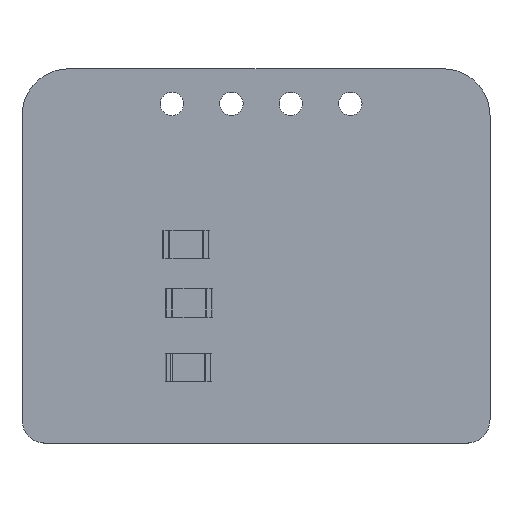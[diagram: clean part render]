
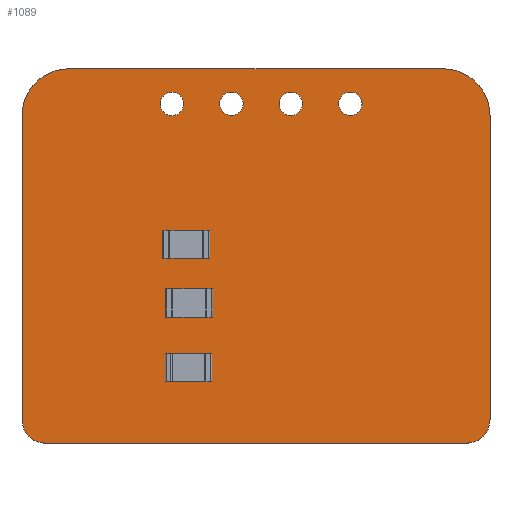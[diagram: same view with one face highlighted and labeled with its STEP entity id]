
A CAD part, top view. The second image highlights one B-rep face of the part: STEP entity #1089.
In plain terms, the highlighted planar face has unit normal (0, 0, 1).
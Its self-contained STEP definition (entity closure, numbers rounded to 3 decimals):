
#896 = VERTEX_POINT('',#897);
#897 = CARTESIAN_POINT('',(126.825,-82.07,1.6));
#903 = EDGE_CURVE('',#896,#904,#906,.T.);
#904 = VERTEX_POINT('',#905);
#905 = CARTESIAN_POINT('',(128.825,-84.07,1.6));
#906 = CIRCLE('',#907,2.);
#907 = AXIS2_PLACEMENT_3D('',#908,#909,#910);
#908 = CARTESIAN_POINT('',(126.825,-84.07,1.6));
#909 = DIRECTION('',(0.,0.,-1.));
#910 = DIRECTION('',(0.,1.,0.));
#938 = VERTEX_POINT('',#939);
#939 = CARTESIAN_POINT('',(110.825,-82.07,1.6));
#945 = EDGE_CURVE('',#938,#896,#946,.T.);
#946 = LINE('',#947,#948);
#947 = CARTESIAN_POINT('',(110.825,-82.07,1.6));
#948 = VECTOR('',#949,1.);
#949 = DIRECTION('',(1.,0.,0.));
#967 = EDGE_CURVE('',#904,#968,#970,.T.);
#968 = VERTEX_POINT('',#969);
#969 = CARTESIAN_POINT('',(128.825,-97.07,1.6));
#970 = LINE('',#971,#972);
#971 = CARTESIAN_POINT('',(128.825,-84.07,1.6));
#972 = VECTOR('',#973,1.);
#973 = DIRECTION('',(0.,-1.,0.));
#1089 = ADVANCED_FACE('',(#1090,#1136,#1147,#1158,#1169),#1180,.T.);
#1090 = FACE_BOUND('',#1091,.T.);
#1091 = EDGE_LOOP('',(#1092,#1093,#1094,#1103,#1111,#1120,#1128,#1135));
#1092 = ORIENTED_EDGE('',*,*,#903,.F.);
#1093 = ORIENTED_EDGE('',*,*,#945,.F.);
#1094 = ORIENTED_EDGE('',*,*,#1095,.F.);
#1095 = EDGE_CURVE('',#1096,#938,#1098,.T.);
#1096 = VERTEX_POINT('',#1097);
#1097 = CARTESIAN_POINT('',(108.825,-84.07,1.6));
#1098 = CIRCLE('',#1099,2.);
#1099 = AXIS2_PLACEMENT_3D('',#1100,#1101,#1102);
#1100 = CARTESIAN_POINT('',(110.825,-84.07,1.6));
#1101 = DIRECTION('',(0.,0.,-1.));
#1102 = DIRECTION('',(-1.,0.,-0.));
#1103 = ORIENTED_EDGE('',*,*,#1104,.F.);
#1104 = EDGE_CURVE('',#1105,#1096,#1107,.T.);
#1105 = VERTEX_POINT('',#1106);
#1106 = CARTESIAN_POINT('',(108.825,-97.07,1.6));
#1107 = LINE('',#1108,#1109);
#1108 = CARTESIAN_POINT('',(108.825,-97.07,1.6));
#1109 = VECTOR('',#1110,1.);
#1110 = DIRECTION('',(0.,1.,0.));
#1111 = ORIENTED_EDGE('',*,*,#1112,.F.);
#1112 = EDGE_CURVE('',#1113,#1105,#1115,.T.);
#1113 = VERTEX_POINT('',#1114);
#1114 = CARTESIAN_POINT('',(109.825,-98.07,1.6));
#1115 = CIRCLE('',#1116,1.);
#1116 = AXIS2_PLACEMENT_3D('',#1117,#1118,#1119);
#1117 = CARTESIAN_POINT('',(109.825,-97.07,1.6));
#1118 = DIRECTION('',(0.,0.,-1.));
#1119 = DIRECTION('',(0.,-1.,0.));
#1120 = ORIENTED_EDGE('',*,*,#1121,.F.);
#1121 = EDGE_CURVE('',#1122,#1113,#1124,.T.);
#1122 = VERTEX_POINT('',#1123);
#1123 = CARTESIAN_POINT('',(127.825,-98.07,1.6));
#1124 = LINE('',#1125,#1126);
#1125 = CARTESIAN_POINT('',(127.825,-98.07,1.6));
#1126 = VECTOR('',#1127,1.);
#1127 = DIRECTION('',(-1.,0.,0.));
#1128 = ORIENTED_EDGE('',*,*,#1129,.F.);
#1129 = EDGE_CURVE('',#968,#1122,#1130,.T.);
#1130 = CIRCLE('',#1131,1.);
#1131 = AXIS2_PLACEMENT_3D('',#1132,#1133,#1134);
#1132 = CARTESIAN_POINT('',(127.825,-97.07,1.6));
#1133 = DIRECTION('',(0.,0.,-1.));
#1134 = DIRECTION('',(1.,0.,0.));
#1135 = ORIENTED_EDGE('',*,*,#967,.F.);
#1136 = FACE_BOUND('',#1137,.T.);
#1137 = EDGE_LOOP('',(#1138));
#1138 = ORIENTED_EDGE('',*,*,#1139,.T.);
#1139 = EDGE_CURVE('',#1140,#1140,#1142,.T.);
#1140 = VERTEX_POINT('',#1141);
#1141 = CARTESIAN_POINT('',(115.235,-84.07,1.6));
#1142 = CIRCLE('',#1143,0.5);
#1143 = AXIS2_PLACEMENT_3D('',#1144,#1145,#1146);
#1144 = CARTESIAN_POINT('',(115.235,-83.57,1.6));
#1145 = DIRECTION('',(-0.,0.,-1.));
#1146 = DIRECTION('',(-0.,-1.,0.));
#1147 = FACE_BOUND('',#1148,.T.);
#1148 = EDGE_LOOP('',(#1149));
#1149 = ORIENTED_EDGE('',*,*,#1150,.T.);
#1150 = EDGE_CURVE('',#1151,#1151,#1153,.T.);
#1151 = VERTEX_POINT('',#1152);
#1152 = CARTESIAN_POINT('',(117.775,-84.07,1.6));
#1153 = CIRCLE('',#1154,0.5);
#1154 = AXIS2_PLACEMENT_3D('',#1155,#1156,#1157);
#1155 = CARTESIAN_POINT('',(117.775,-83.57,1.6));
#1156 = DIRECTION('',(-0.,0.,-1.));
#1157 = DIRECTION('',(-0.,-1.,0.));
#1158 = FACE_BOUND('',#1159,.T.);
#1159 = EDGE_LOOP('',(#1160));
#1160 = ORIENTED_EDGE('',*,*,#1161,.T.);
#1161 = EDGE_CURVE('',#1162,#1162,#1164,.T.);
#1162 = VERTEX_POINT('',#1163);
#1163 = CARTESIAN_POINT('',(120.315,-84.07,1.6));
#1164 = CIRCLE('',#1165,0.5);
#1165 = AXIS2_PLACEMENT_3D('',#1166,#1167,#1168);
#1166 = CARTESIAN_POINT('',(120.315,-83.57,1.6));
#1167 = DIRECTION('',(-0.,0.,-1.));
#1168 = DIRECTION('',(-0.,-1.,0.));
#1169 = FACE_BOUND('',#1170,.T.);
#1170 = EDGE_LOOP('',(#1171));
#1171 = ORIENTED_EDGE('',*,*,#1172,.T.);
#1172 = EDGE_CURVE('',#1173,#1173,#1175,.T.);
#1173 = VERTEX_POINT('',#1174);
#1174 = CARTESIAN_POINT('',(122.855,-84.07,1.6));
#1175 = CIRCLE('',#1176,0.5);
#1176 = AXIS2_PLACEMENT_3D('',#1177,#1178,#1179);
#1177 = CARTESIAN_POINT('',(122.855,-83.57,1.6));
#1178 = DIRECTION('',(-0.,0.,-1.));
#1179 = DIRECTION('',(-0.,-1.,0.));
#1180 = PLANE('',#1181);
#1181 = AXIS2_PLACEMENT_3D('',#1182,#1183,#1184);
#1182 = CARTESIAN_POINT('',(0.,0.,1.6));
#1183 = DIRECTION('',(0.,0.,1.));
#1184 = DIRECTION('',(1.,0.,-0.));
